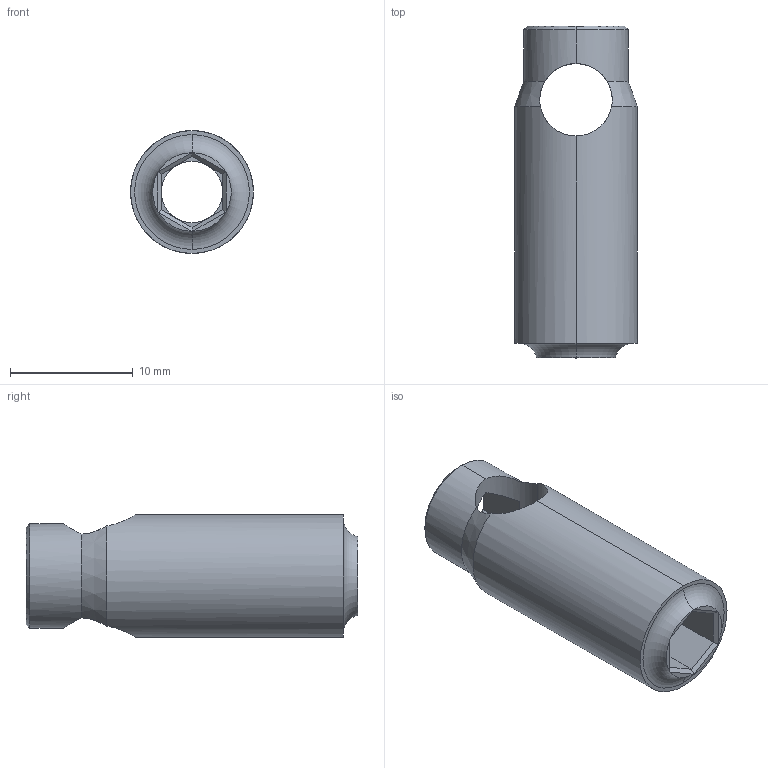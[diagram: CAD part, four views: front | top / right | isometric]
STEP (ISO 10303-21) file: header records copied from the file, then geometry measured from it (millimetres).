
FILE_DESCRIPTION (( 'STEP AP214' ), '1' );
FILE_NAME ('099GS061.STEP', '2015-06-01T14:37:06', ( 'Not-Admin' ), ( 'Hewlett-Packard Company' ), 'SwSTEP 2.0', 'SolidWorks 2014', '' );
FILE_SCHEMA (( 'AUTOMOTIVE_DESIGN' ));
Length unit declared in the file: millimetre
Products named in the file (1): 099GS061
Bounding box: 10 x 27 x 10 mm (x, y, z)
Volume: 1261.6 mm3; surface area: 1300.4 mm2
Topology: 1 solids, 1 shells, 52 faces, 134 edges, 82 vertices
Faces by surface type: plane 38, cylinder 8, cone 4, torus 2
Entity records: 1764 total; most frequent: CARTESIAN_POINT 509, ORIENTED_EDGE 268, DIRECTION 234, EDGE_CURVE 134, VERTEX_POINT 82, AXIS2_PLACEMENT_3D 81, LINE 72, VECTOR 72
